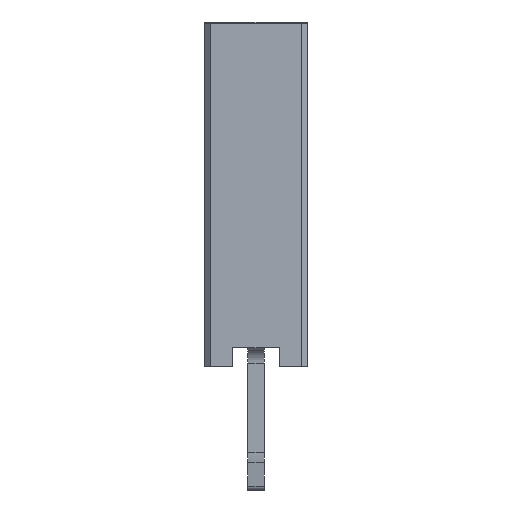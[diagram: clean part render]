
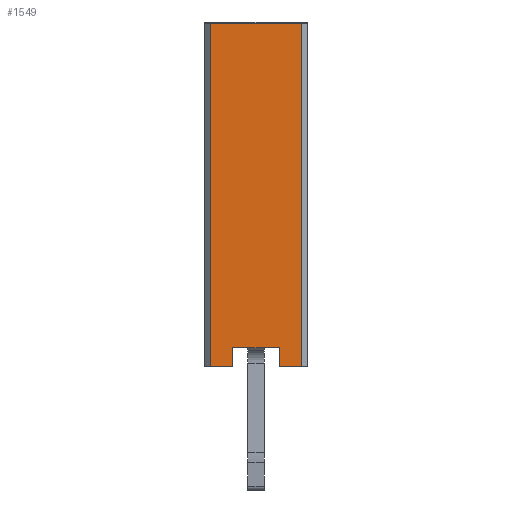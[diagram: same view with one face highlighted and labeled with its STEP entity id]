
A CAD part, left-side view. The second image highlights one B-rep face of the part: STEP entity #1549.
In plain terms, the highlighted planar face has unit normal (-1, 0, 0).
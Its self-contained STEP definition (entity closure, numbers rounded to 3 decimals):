
#19 = CARTESIAN_POINT ( 'NONE',  ( -1.27, 1.12, 6. ) ) ;
#67 = VERTEX_POINT ( 'NONE', #1127 ) ;
#298 = LINE ( 'NONE', #2349, #6739 ) ;
#640 = DIRECTION ( 'NONE',  ( 0., 0., -1. ) ) ;
#707 = LINE ( 'NONE', #3752, #3805 ) ;
#795 = CARTESIAN_POINT ( 'NONE',  ( -1.27, 1.12, 8.47 ) ) ;
#1127 = CARTESIAN_POINT ( 'NONE',  ( -1.27, 0.57, 0.5 ) ) ;
#1207 = EDGE_CURVE ( 'NONE', #5160, #5797, #298, .T. ) ;
#1362 = VECTOR ( 'NONE', #6380, 1000. ) ;
#1425 = VECTOR ( 'NONE', #1483, 1000. ) ;
#1483 = DIRECTION ( 'NONE',  ( 0., 1., 0. ) ) ;
#1549 = ADVANCED_FACE ( 'NONE', ( #2997 ), #7614, .F. ) ;
#1660 = ORIENTED_EDGE ( 'NONE', *, *, #3730, .F. ) ;
#1675 = AXIS2_PLACEMENT_3D ( 'NONE', #19, #4371, #640 ) ;
#1736 = DIRECTION ( 'NONE',  ( 0., 1., 0. ) ) ;
#1826 = ORIENTED_EDGE ( 'NONE', *, *, #3019, .F. ) ;
#1960 = VECTOR ( 'NONE', #1736, 1000. ) ;
#2201 = VECTOR ( 'NONE', #7456, 1000. ) ;
#2349 = CARTESIAN_POINT ( 'NONE',  ( -1.27, -1.12, 6. ) ) ;
#2401 = LINE ( 'NONE', #4346, #2201 ) ;
#2468 = LINE ( 'NONE', #2721, #1425 ) ;
#2586 = ORIENTED_EDGE ( 'NONE', *, *, #4795, .F. ) ;
#2712 = ORIENTED_EDGE ( 'NONE', *, *, #4565, .T. ) ;
#2721 = CARTESIAN_POINT ( 'NONE',  ( -1.27, 0., 0.03 ) ) ;
#2881 = CARTESIAN_POINT ( 'NONE',  ( -1.27, 0.57, 0.5 ) ) ;
#2963 = ORIENTED_EDGE ( 'NONE', *, *, #1207, .T. ) ;
#2997 = FACE_OUTER_BOUND ( 'NONE', #6158, .T. ) ;
#3019 = EDGE_CURVE ( 'NONE', #5876, #5797, #6537, .T. ) ;
#3153 = LINE ( 'NONE', #5427, #6298 ) ;
#3390 = CARTESIAN_POINT ( 'NONE',  ( -1.27, -1.12, 8.47 ) ) ;
#3530 = CARTESIAN_POINT ( 'NONE',  ( -1.27, -0.57, 0.5 ) ) ;
#3606 = CARTESIAN_POINT ( 'NONE',  ( -1.27, -1.12, 0.03 ) ) ;
#3640 = DIRECTION ( 'NONE',  ( 0., 0., 1. ) ) ;
#3722 = VECTOR ( 'NONE', #6647, 1000. ) ;
#3730 = EDGE_CURVE ( 'NONE', #6103, #3781, #2468, .T. ) ;
#3752 = CARTESIAN_POINT ( 'NONE',  ( -1.27, 1.12, 0.5 ) ) ;
#3781 = VERTEX_POINT ( 'NONE', #5511 ) ;
#3805 = VECTOR ( 'NONE', #6921, 1000. ) ;
#4284 = CARTESIAN_POINT ( 'NONE',  ( -1.27, 0.57, 0.03 ) ) ;
#4346 = CARTESIAN_POINT ( 'NONE',  ( -1.27, 1.12, 6. ) ) ;
#4371 = DIRECTION ( 'NONE',  ( 1., 0., 0. ) ) ;
#4565 = EDGE_CURVE ( 'NONE', #6103, #67, #5405, .T. ) ;
#4795 = EDGE_CURVE ( 'NONE', #5900, #67, #707, .T. ) ;
#4913 = ORIENTED_EDGE ( 'NONE', *, *, #6612, .F. ) ;
#5160 = VERTEX_POINT ( 'NONE', #3606 ) ;
#5312 = LINE ( 'NONE', #6117, #1960 ) ;
#5405 = LINE ( 'NONE', #2881, #3722 ) ;
#5427 = CARTESIAN_POINT ( 'NONE',  ( -1.27, -0.57, 0.5 ) ) ;
#5511 = CARTESIAN_POINT ( 'NONE',  ( -1.27, 1.12, 0.03 ) ) ;
#5797 = VERTEX_POINT ( 'NONE', #3390 ) ;
#5876 = VERTEX_POINT ( 'NONE', #6005 ) ;
#5890 = EDGE_CURVE ( 'NONE', #5900, #7195, #3153, .T. ) ;
#5900 = VERTEX_POINT ( 'NONE', #3530 ) ;
#5993 = ORIENTED_EDGE ( 'NONE', *, *, #7780, .F. ) ;
#6005 = CARTESIAN_POINT ( 'NONE',  ( -1.27, 1.12, 8.47 ) ) ;
#6059 = DIRECTION ( 'NONE',  ( 0., 0., -1. ) ) ;
#6103 = VERTEX_POINT ( 'NONE', #4284 ) ;
#6117 = CARTESIAN_POINT ( 'NONE',  ( -1.27, 1.12, 0.03 ) ) ;
#6158 = EDGE_LOOP ( 'NONE', ( #2712, #2586, #6319, #5993, #2963, #1826, #4913, #1660 ) ) ;
#6298 = VECTOR ( 'NONE', #6059, 1000. ) ;
#6319 = ORIENTED_EDGE ( 'NONE', *, *, #5890, .T. ) ;
#6380 = DIRECTION ( 'NONE',  ( 0., -1., 0. ) ) ;
#6537 = LINE ( 'NONE', #795, #1362 ) ;
#6612 = EDGE_CURVE ( 'NONE', #3781, #5876, #2401, .T. ) ;
#6647 = DIRECTION ( 'NONE',  ( 0., 0., 1. ) ) ;
#6739 = VECTOR ( 'NONE', #3640, 1000. ) ;
#6921 = DIRECTION ( 'NONE',  ( 0., 1., 0. ) ) ;
#7195 = VERTEX_POINT ( 'NONE', #8030 ) ;
#7456 = DIRECTION ( 'NONE',  ( 0., 0., 1. ) ) ;
#7614 = PLANE ( 'NONE',  #1675 ) ;
#7780 = EDGE_CURVE ( 'NONE', #5160, #7195, #5312, .T. ) ;
#8030 = CARTESIAN_POINT ( 'NONE',  ( -1.27, -0.57, 0.03 ) ) ;
